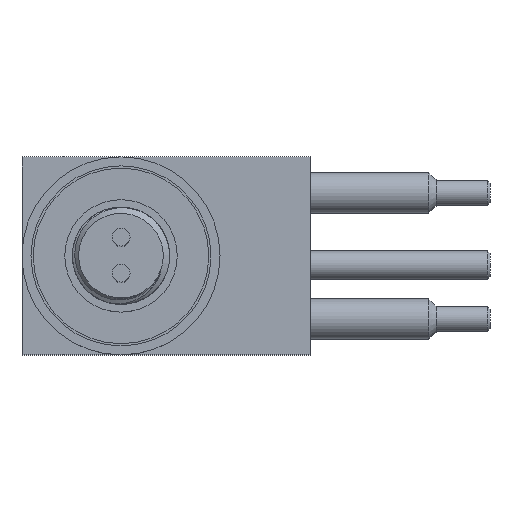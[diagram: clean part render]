
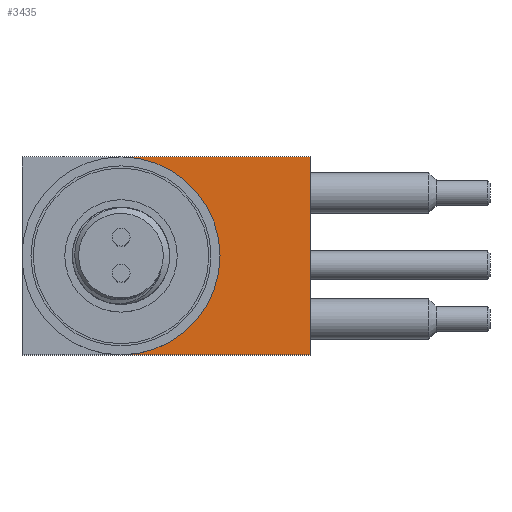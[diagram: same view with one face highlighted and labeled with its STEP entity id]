
A CAD part, top view. The second image highlights one B-rep face of the part: STEP entity #3435.
In plain terms, the highlighted planar face has unit normal (0, 0, 1).
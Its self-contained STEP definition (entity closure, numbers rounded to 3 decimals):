
#280=LINE($,#7744,#555);
#281=LINE($,#7746,#556);
#282=LINE($,#7747,#557);
#555=VECTOR($,#4142,21.);
#556=VECTOR($,#4143,22.);
#557=VECTOR($,#4144,21.);
#648=PLANE($,#3584);
#750=CIRCLE($,#3578,11.);
#939=FACE_OUTER_BOUND($,#1169,.T.);
#1169=EDGE_LOOP($,(#3041,#3042,#3043,#3044));
#1666=VERTEX_POINT($,#7727);
#1667=VERTEX_POINT($,#7728);
#1671=VERTEX_POINT($,#7743);
#1672=VERTEX_POINT($,#7745);
#2135=EDGE_CURVE($,#1666,#1667,#750,.T.);
#2142=EDGE_CURVE($,#1671,#1667,#280,.T.);
#2143=EDGE_CURVE($,#1672,#1671,#281,.T.);
#2144=EDGE_CURVE($,#1666,#1672,#282,.T.);
#3041=ORIENTED_EDGE($,*,*,#2135,.T.);
#3042=ORIENTED_EDGE($,*,*,#2142,.F.);
#3043=ORIENTED_EDGE($,*,*,#2143,.F.);
#3044=ORIENTED_EDGE($,*,*,#2144,.F.);
#3435=ADVANCED_FACE($,(#939),#648,.T.);
#3578=AXIS2_PLACEMENT_3D($,#7729,#4124,#4125);
#3584=AXIS2_PLACEMENT_3D($,#7742,#4140,#4141);
#4124=DIRECTION('center_axis',(0.,0.,-1.));
#4125=DIRECTION('ref_axis',(-1.,0.,0.));
#4140=DIRECTION('center_axis',(0.,0.,1.));
#4141=DIRECTION('ref_axis',(1.,0.,0.));
#4142=DIRECTION($,(-1.,0.,0.));
#4143=DIRECTION($,(0.,-1.,0.));
#4144=DIRECTION($,(1.,0.,0.));
#7727=CARTESIAN_POINT('',(-5.,11.,7.));
#7728=CARTESIAN_POINT('',(-5.,-11.,7.));
#7729=CARTESIAN_POINT('Origin',(-5.,0.,7.));
#7742=CARTESIAN_POINT('Origin',(0.,0.,7.));
#7743=CARTESIAN_POINT('',(16.,-11.,7.));
#7744=CARTESIAN_POINT($,(-16.,-11.,7.));
#7745=CARTESIAN_POINT('',(16.,11.,7.));
#7746=CARTESIAN_POINT($,(16.,-11.,7.));
#7747=CARTESIAN_POINT($,(16.,11.,7.));
